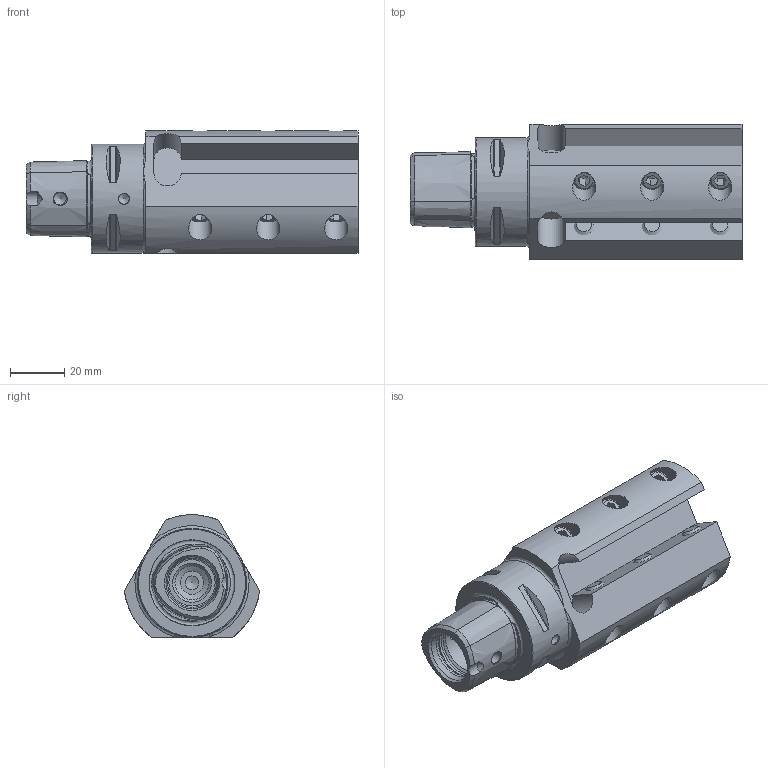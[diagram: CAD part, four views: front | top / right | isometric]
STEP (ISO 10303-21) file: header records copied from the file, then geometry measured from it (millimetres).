
FILE_DESCRIPTION (( 'STEP AP203' ), '1' );
FILE_NAME ('PS4-V12.R31.098.STEP', '2021-09-10T06:47:12', ( '' ), ( '' ), 'SwSTEP 2.0', 'SolidWorks 2017', '' );
FILE_SCHEMA (( 'CONFIG_CONTROL_DESIGN' ));
Length unit declared in the file: millimetre
Products named in the file (3): PS4-V12.R31.098_A; PS4-V12.R31.098; ISO 4026 - M8 x 16_PreviewCfg
Assembly tree (10 placements, depth 2):
  PS4-V12.R31.098
    PS4-V12.R31.098_A
    ISO 4026 - M8 x 16_PreviewCfg  x9
Bounding box: 122 x 49.64 x 45 mm (x, y, z)
Volume: 121664.2 mm3; surface area: 35471.4 mm2
Topology: 10 solids, 10 shells, 261 faces, 615 edges, 388 vertices
Faces by surface type: plane 122, cone 64, cylinder 55, torus 20
Full cylindrical faces by diameter (mm): 4 x1, 4.6 x2, 5 x1, 6.8 x9, 8 x9, 8.5 x10, 12.5 x1, 18 x2, 20 x1, 40 x1
Entity records: 6463 total; most frequent: CARTESIAN_POINT 2333, DIRECTION 748, ORIENTED_EDGE 684, EDGE_CURVE 342, AXIS2_PLACEMENT_3D 314, EDGE_LOOP 247, VERTEX_POINT 243, FACE_OUTER_BOUND 199
